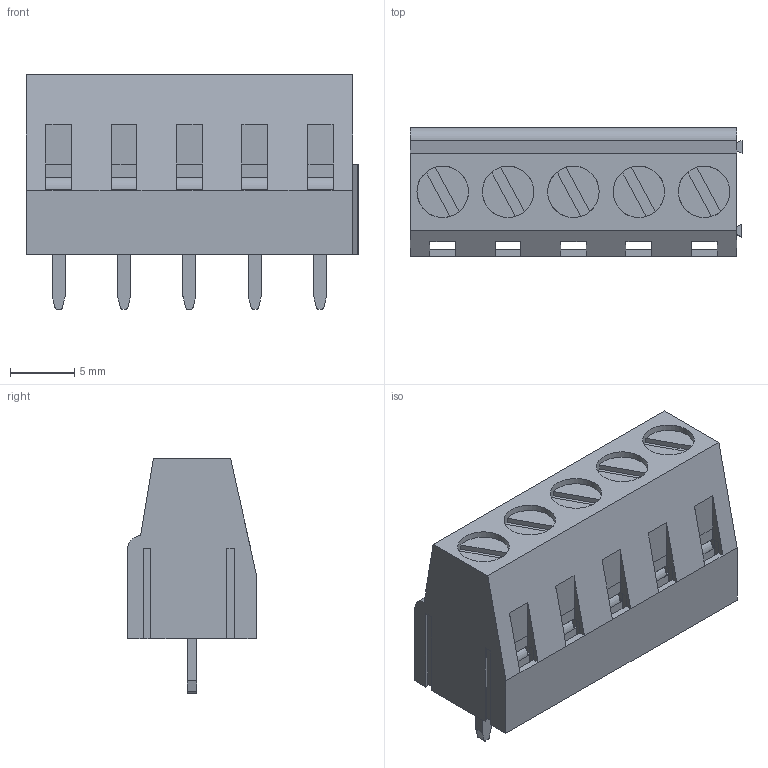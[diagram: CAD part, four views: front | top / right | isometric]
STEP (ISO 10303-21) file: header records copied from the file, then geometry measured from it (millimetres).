
FILE_DESCRIPTION(/* description */ (''),/* implementation_level */ '2;1');
FILE_NAME(/* name */ '5er Terminal Block.step',/* time_stamp */ '2021-04-20T22:06:14+02:00',/* author */ (''),/* organization */ (''),/* preprocessor_version */ 'ST-DEVELOPER v18.1',/* originating_system */ 'Autodesk Translation Framework v10.6.0.1341',/* authorisation */ '');
FILE_SCHEMA (('AUTOMOTIVE_DESIGN { 1 0 10303 214 3 1 1 }'));
Length unit declared in the file: millimetre
Products named in the file (36): Terminal Block; 5er Terminalblock_2; Pin (1) (19) (1) (1) (1); Tornillo (1) (19) (1) (1) (1); Cubo interno (1) (19) (1) (1) (1); Pin (1) (1) (18) (1) (1) (1); Tornillo (1) (1) (18) (1) (1) (1); Cubo interno (1) (1) (18) (1) (1) (1); 1er Terminalblock (7) (1) (1) (1); Pin (1) (11) (1) (1) (1); Tornillo (1) (11) (1) (1) (1); Cubo interno (1) (11) (1) (1) (1); Pin (1) (1) (10) (1) (1) (1); Tornillo (1) (1) (10) (1) (1) (1); Cubo interno (1) (1) (10) (1) (1) (1); 1er Terminalblock (13) (1) (1); Pin (1) (17) (1) (1); Tornillo (1) (17) (1) (1); Cubo interno (1) (17) (1) (1); Pin (1) (1) (16) (1) (1); Tornillo (1) (1) (16) (1) (1); Cubo interno (1) (1) (16) (1) (1); 1er Terminalblock (14) (1); Pin (1) (18) (1); Tornillo (1) (18) (1); Cubo interno (1) (18) (1); Pin (1) (1) (17) (1); Tornillo (1) (1) (17) (1); Cubo interno (1) (1) (17) (1); 1er Terminalblock (16); Pin (1) (20); Tornillo (1) (20); Cubo interno (1) (20); Pin (1) (1) (19); Tornillo (1) (1) (19); Cubo interno (1) (1) (19)
Assembly tree (35 placements, depth 4):
  Terminal Block
    5er Terminalblock_2
      Pin (1) (19) (1) (1) (1)
      Tornillo (1) (19) (1) (1) (1)
      Cubo interno (1) (19) (1) (1) (1)
      Pin (1) (1) (18) (1) (1) (1)
      Tornillo (1) (1) (18) (1) (1) (1)
      Cubo interno (1) (1) (18) (1) (1) (1)
      1er Terminalblock (7) (1) (1) (1)
        Pin (1) (11) (1) (1) (1)
        Tornillo (1) (11) (1) (1) (1)
        Cubo interno (1) (11) (1) (1) (1)
        Pin (1) (1) (10) (1) (1) (1)
        Tornillo (1) (1) (10) (1) (1) (1)
        Cubo interno (1) (1) (10) (1) (1) (1)
      1er Terminalblock (13) (1) (1)
        Pin (1) (17) (1) (1)
        Tornillo (1) (17) (1) (1)
        Cubo interno (1) (17) (1) (1)
        Pin (1) (1) (16) (1) (1)
        Tornillo (1) (1) (16) (1) (1)
        Cubo interno (1) (1) (16) (1) (1)
      1er Terminalblock (14) (1)
        Pin (1) (18) (1)
        Tornillo (1) (18) (1)
        Cubo interno (1) (18) (1)
        Pin (1) (1) (17) (1)
        Tornillo (1) (1) (17) (1)
        Cubo interno (1) (1) (17) (1)
      1er Terminalblock (16)
        Pin (1) (20)
        Tornillo (1) (20)
        Cubo interno (1) (20)
        Pin (1) (1) (19)
        Tornillo (1) (1) (19)
        Cubo interno (1) (1) (19)
Bounding box: 25.8 x 10 x 18.25 mm (x, y, z)
Volume: 1550.5 mm3; surface area: 4436 mm2
Topology: 1 solids, 361 shells, 545 faces, 2289 edges, 2086 vertices
Faces by surface type: plane 399, cylinder 146
Full cylindrical faces by diameter (mm): 4 x5
Entity records: 33436 total; most frequent: CARTESIAN_POINT 13107, DIRECTION 3885, ORIENTED_EDGE 2858, EDGE_CURVE 2289, VERTEX_POINT 2086, LINE 1687, VECTOR 1687, AXIS2_PLACEMENT_3D 1099
